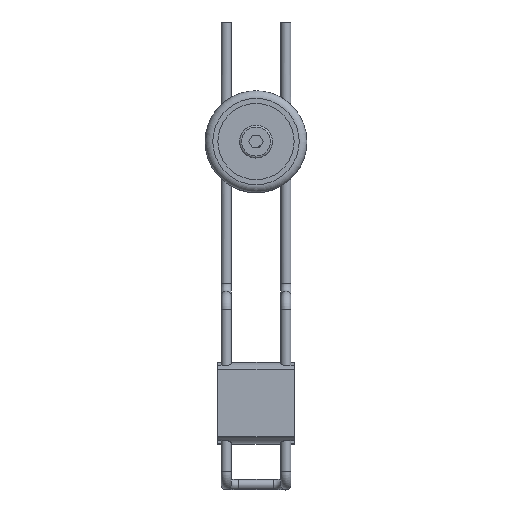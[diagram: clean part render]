
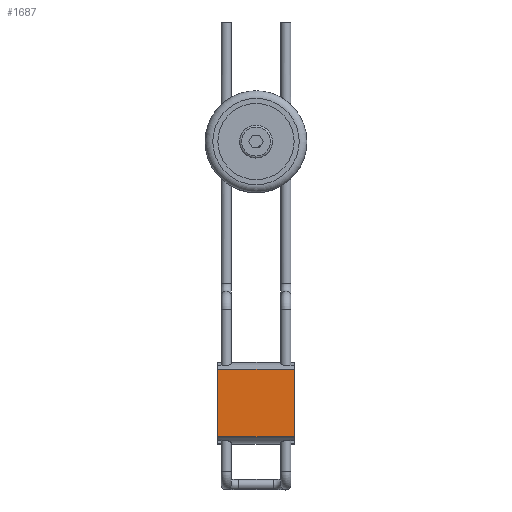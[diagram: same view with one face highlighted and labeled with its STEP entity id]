
A CAD part, top view. The second image highlights one B-rep face of the part: STEP entity #1687.
In plain terms, the highlighted planar face has unit normal (0, 0, 1).
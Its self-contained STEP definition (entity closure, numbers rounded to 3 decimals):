
#127=PLANE('',#1967);
#188=LINE('',#2815,#316);
#216=LINE('',#2887,#344);
#217=LINE('',#2891,#345);
#218=LINE('',#2892,#346);
#316=VECTOR('',#2236,30.);
#344=VECTOR('',#2294,26.458);
#345=VECTOR('',#2299,26.458);
#346=VECTOR('',#2300,30.);
#482=FACE_OUTER_BOUND('',#575,.T.);
#575=EDGE_LOOP('',(#1328,#1329,#1330,#1331));
#780=VERTEX_POINT('',#2812);
#781=VERTEX_POINT('',#2814);
#810=VERTEX_POINT('',#2886);
#811=VERTEX_POINT('',#2890);
#969=EDGE_CURVE('',#780,#781,#188,.T.);
#1006=EDGE_CURVE('',#781,#810,#216,.T.);
#1008=EDGE_CURVE('',#780,#811,#217,.T.);
#1009=EDGE_CURVE('',#811,#810,#218,.T.);
#1328=ORIENTED_EDGE('',*,*,#1006,.F.);
#1329=ORIENTED_EDGE('',*,*,#969,.F.);
#1330=ORIENTED_EDGE('',*,*,#1008,.T.);
#1331=ORIENTED_EDGE('',*,*,#1009,.T.);
#1687=ADVANCED_FACE('',(#482),#127,.T.);
#1967=AXIS2_PLACEMENT_3D('',#2889,#2297,#2298);
#2236=DIRECTION('',(1.,0.,0.));
#2294=DIRECTION('',(0.,-1.,0.));
#2297=DIRECTION('center_axis',(0.,0.,1.));
#2298=DIRECTION('ref_axis',(1.,0.,0.));
#2299=DIRECTION('',(0.,-1.,0.));
#2300=DIRECTION('',(1.,0.,0.));
#2812=CARTESIAN_POINT('',(-15.,13.229,18.));
#2814=CARTESIAN_POINT('',(15.,13.229,18.));
#2815=CARTESIAN_POINT('',(-15.,13.229,18.));
#2886=CARTESIAN_POINT('',(15.,-13.229,18.));
#2887=CARTESIAN_POINT('',(15.,13.229,18.));
#2889=CARTESIAN_POINT('Origin',(15.,0.,18.));
#2890=CARTESIAN_POINT('',(-15.,-13.229,18.));
#2891=CARTESIAN_POINT('',(-15.,13.229,18.));
#2892=CARTESIAN_POINT('',(-15.,-13.229,18.));
